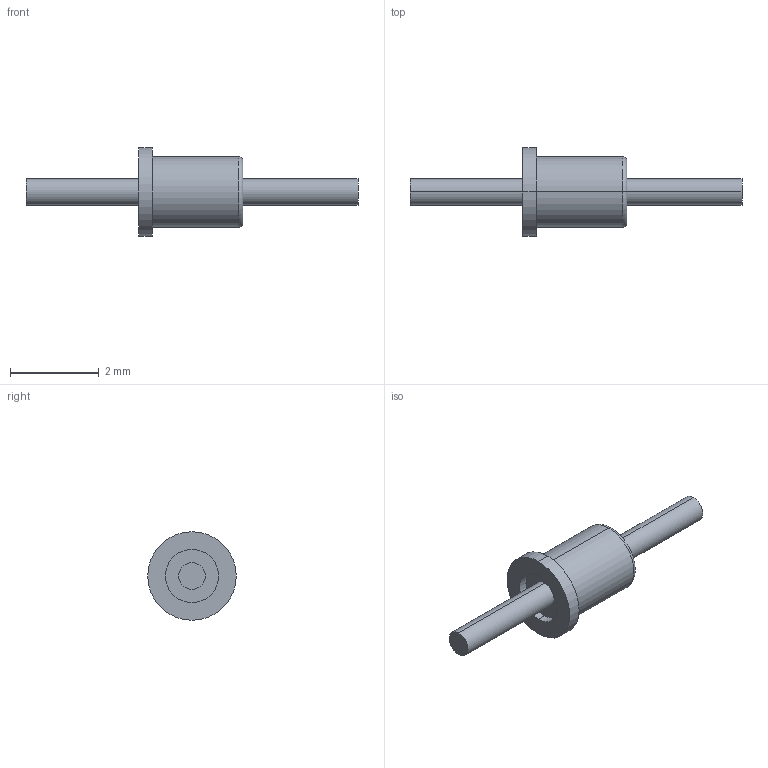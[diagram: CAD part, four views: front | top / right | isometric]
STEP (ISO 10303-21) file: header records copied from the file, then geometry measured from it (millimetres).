
FILE_DESCRIPTION (( 'STEP AP214' ), '1' );
FILE_NAME ('ÔÈÌÄ.433434.018 Ïåðåõîä êîàêñèàëüíûé ãåðìåòè÷íûé Í× ââîä ÏÊÃí-010-2,6-Â.STEP', '2023-08-08T02:34:06', ( '' ), ( '' ), 'SwSTEP 2.0', 'SolidWorks 2018', '' );
FILE_SCHEMA (( 'AUTOMOTIVE_DESIGN' ));
Length unit declared in the file: millimetre
Products named in the file (2): Äåòàëü6^ÔÈÌÄ.433434.018 Ïåðåõîä êîàêñèàëüíûé ãåðìåòè÷íûé Í× ââîä; ÔÈÌÄ.433434.018 Ïåðåõîä êîàêñèàëüíûé ãåðìåòè÷íûé Í× ââîä ÏÊÃí-010-2,6-Â
Assembly tree (1 placements, depth 2):
  ÔÈÌÄ.433434.018 Ïåðåõîä êîàêñèàëüíûé ãåðìåòè÷íûé Í× ââîä ÏÊÃí-010-2,6-Â
    Äåòàëü6^ÔÈÌÄ.433434.018 Ïåðåõîä êîàêñèàëüíûé ãåðìåòè÷íûé Í× ââîä
Bounding box: 7.5 x 2 x 2 mm (x, y, z)
Volume: 6.2 mm3; surface area: 30.2 mm2
Topology: 1 solids, 1 shells, 21 faces, 40 edges, 26 vertices
Faces by surface type: cylinder 12, plane 7, torus 2
Entity records: 612 total; most frequent: DIRECTION 118, CARTESIAN_POINT 91, ORIENTED_EDGE 80, AXIS2_PLACEMENT_3D 53, EDGE_CURVE 40, CIRCLE 28, EDGE_LOOP 26, VERTEX_POINT 26
